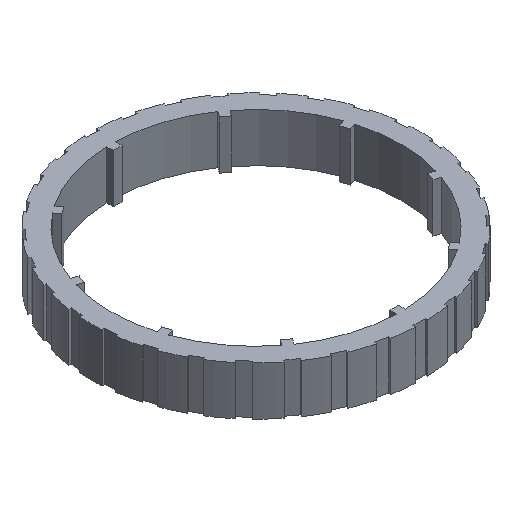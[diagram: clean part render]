
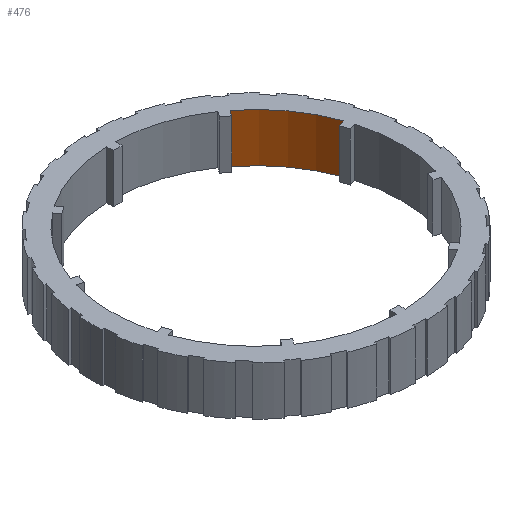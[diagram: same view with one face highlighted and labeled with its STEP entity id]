
A CAD part, isometric view. The second image highlights one B-rep face of the part: STEP entity #476.
In plain terms, the highlighted cylindrical face has radius 29.8 mm (diameter 59.6 mm), a partial arc.
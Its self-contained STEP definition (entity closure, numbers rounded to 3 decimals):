
#93 = FACE_OUTER_BOUND ( 'NONE', #4137, .T. ) ;
#326 = ORIENTED_EDGE ( 'NONE', *, *, #4104, .T. ) ;
#356 = DIRECTION ( 'NONE',  ( 0., 0., -1. ) ) ;
#460 = DIRECTION ( 'NONE',  ( 0., 0., 1. ) ) ;
#476 = ADVANCED_FACE ( 'NONE', ( #93 ), #1720, .F. ) ;
#770 = CARTESIAN_POINT ( 'NONE',  ( 28.05, 10.06, 10. ) ) ;
#773 = CARTESIAN_POINT ( 'NONE',  ( 18.236, 23.569, 10. ) ) ;
#847 = CARTESIAN_POINT ( 'NONE',  ( 18.236, 23.569, 10. ) ) ;
#1089 = AXIS2_PLACEMENT_3D ( 'NONE', #2894, #5451, #2501 ) ;
#1178 = CARTESIAN_POINT ( 'NONE',  ( 28.05, 10.06, 0. ) ) ;
#1557 = ORIENTED_EDGE ( 'NONE', *, *, #3305, .T. ) ;
#1647 = VECTOR ( 'NONE', #5097, 1000. ) ;
#1720 = CYLINDRICAL_SURFACE ( 'NONE', #4337, 29.8 ) ;
#1751 = DIRECTION ( 'NONE',  ( -1., 0., 0. ) ) ;
#1760 = DIRECTION ( 'NONE',  ( 1., 0., 0. ) ) ;
#1775 = EDGE_CURVE ( 'NONE', #2831, #3075, #3501, .T. ) ;
#1804 = DIRECTION ( 'NONE',  ( 0., 0., -1. ) ) ;
#1934 = AXIS2_PLACEMENT_3D ( 'NONE', #2508, #460, #1760 ) ;
#2026 = VECTOR ( 'NONE', #356, 1000. ) ;
#2102 = ORIENTED_EDGE ( 'NONE', *, *, #3896, .T. ) ;
#2135 = CARTESIAN_POINT ( 'NONE',  ( 0., 0., 10. ) ) ;
#2475 = VERTEX_POINT ( 'NONE', #770 ) ;
#2501 = DIRECTION ( 'NONE',  ( 1., 0., 0. ) ) ;
#2508 = CARTESIAN_POINT ( 'NONE',  ( 0., 0., 10. ) ) ;
#2637 = CIRCLE ( 'NONE', #1934, 29.8 ) ;
#2831 = VERTEX_POINT ( 'NONE', #1178 ) ;
#2894 = CARTESIAN_POINT ( 'NONE',  ( 0., 0., 0. ) ) ;
#3075 = VERTEX_POINT ( 'NONE', #4878 ) ;
#3305 = EDGE_CURVE ( 'NONE', #2831, #2475, #4315, .T. ) ;
#3386 = CARTESIAN_POINT ( 'NONE',  ( 28.05, 10.06, 10. ) ) ;
#3501 = CIRCLE ( 'NONE', #1089, 29.8 ) ;
#3896 = EDGE_CURVE ( 'NONE', #4482, #3075, #5379, .T. ) ;
#4104 = EDGE_CURVE ( 'NONE', #2475, #4482, #2637, .T. ) ;
#4137 = EDGE_LOOP ( 'NONE', ( #326, #2102, #4640, #1557 ) ) ;
#4315 = LINE ( 'NONE', #3386, #1647 ) ;
#4337 = AXIS2_PLACEMENT_3D ( 'NONE', #2135, #1804, #1751 ) ;
#4482 = VERTEX_POINT ( 'NONE', #847 ) ;
#4640 = ORIENTED_EDGE ( 'NONE', *, *, #1775, .F. ) ;
#4878 = CARTESIAN_POINT ( 'NONE',  ( 18.236, 23.569, 0. ) ) ;
#5097 = DIRECTION ( 'NONE',  ( 0., 0., 1. ) ) ;
#5379 = LINE ( 'NONE', #773, #2026 ) ;
#5451 = DIRECTION ( 'NONE',  ( 0., 0., 1. ) ) ;
